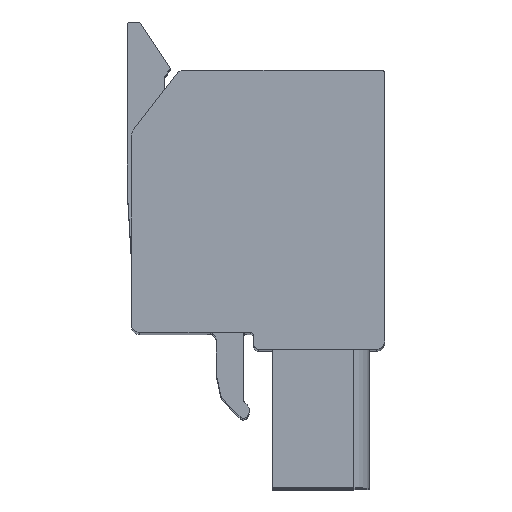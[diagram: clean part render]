
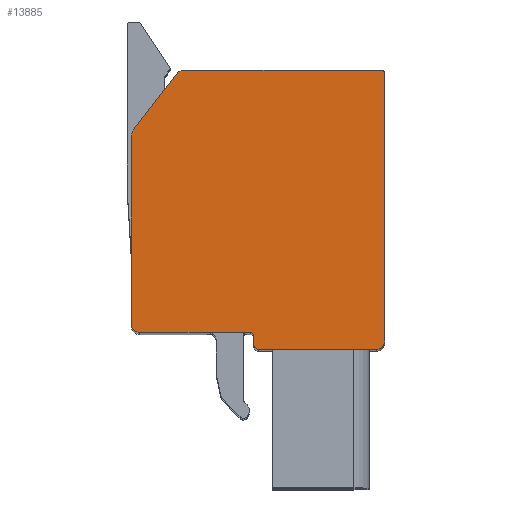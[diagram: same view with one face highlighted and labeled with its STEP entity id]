
A CAD part, top view. The second image highlights one B-rep face of the part: STEP entity #13885.
In plain terms, the highlighted planar face has unit normal (0, 0, 1).
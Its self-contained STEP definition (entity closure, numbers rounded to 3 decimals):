
#403=DIRECTION('',(1.,0.,0.));
#404=VECTOR('',#403,7.05);
#405=CARTESIAN_POINT('',(9.402,11.784,2.94));
#406=LINE('',#405,#404);
#1729=CARTESIAN_POINT('',(9.402,12.084,2.94));
#1730=DIRECTION('',(0.,0.,1.));
#1731=DIRECTION('',(-1.,0.,0.));
#1732=AXIS2_PLACEMENT_3D('',#1729,#1730,#1731);
#1734=DIRECTION('',(0.,-1.,0.));
#1735=VECTOR('',#1734,0.5);
#1736=CARTESIAN_POINT('',(9.102,12.584,2.94));
#1737=LINE('',#1736,#1735);
#1738=CARTESIAN_POINT('',(8.902,12.584,2.94));
#1739=DIRECTION('',(0.,0.,-1.));
#1740=DIRECTION('',(0.,1.,0.));
#1741=AXIS2_PLACEMENT_3D('',#1738,#1739,#1740);
#1743=DIRECTION('',(1.,0.,0.));
#1744=VECTOR('',#1743,6.61);
#1745=CARTESIAN_POINT('',(2.292,12.784,2.94));
#1746=LINE('',#1745,#1744);
#1747=CARTESIAN_POINT('',(2.292,13.284,2.94));
#1748=DIRECTION('',(0.,0.,1.));
#1749=DIRECTION('',(-1.,0.,0.));
#1750=AXIS2_PLACEMENT_3D('',#1747,#1748,#1749);
#1752=DIRECTION('',(0.,-1.,0.));
#1753=VECTOR('',#1752,11.132);
#1754=CARTESIAN_POINT('',(1.792,24.416,2.94));
#1755=LINE('',#1754,#1753);
#1756=CARTESIAN_POINT('',(2.792,24.416,2.94));
#1757=DIRECTION('',(0.,0.,1.));
#1758=DIRECTION('',(-0.789,0.614,0.));
#1759=AXIS2_PLACEMENT_3D('',#1756,#1757,#1758);
#1761=DIRECTION('',(-0.614,-0.789,0.));
#1762=VECTOR('',#1761,4.1);
#1763=CARTESIAN_POINT('',(4.52,28.266,2.94));
#1764=LINE('',#1763,#1762);
#1765=CARTESIAN_POINT('',(4.915,27.959,2.94));
#1766=DIRECTION('',(0.,0.,1.));
#1767=DIRECTION('',(0.,1.,0.));
#1768=AXIS2_PLACEMENT_3D('',#1765,#1766,#1767);
#1770=DIRECTION('',(-1.,0.,0.));
#1771=VECTOR('',#1770,11.838);
#1772=CARTESIAN_POINT('',(16.752,28.459,2.94));
#1773=LINE('',#1772,#1771);
#1774=CARTESIAN_POINT('',(16.752,28.259,2.94));
#1775=DIRECTION('',(0.,0.,1.));
#1776=DIRECTION('',(1.,0.,0.));
#1777=AXIS2_PLACEMENT_3D('',#1774,#1775,#1776);
#1779=DIRECTION('',(0.,1.,0.));
#1780=VECTOR('',#1779,15.975);
#1781=CARTESIAN_POINT('',(16.952,12.284,2.94));
#1782=LINE('',#1781,#1780);
#1783=CARTESIAN_POINT('',(16.452,12.284,2.94));
#1784=DIRECTION('',(0.,0.,1.));
#1785=DIRECTION('',(0.,-1.,0.));
#1786=AXIS2_PLACEMENT_3D('',#1783,#1784,#1785);
#8843=CARTESIAN_POINT('',(2.003,25.03,2.94));
#8844=CARTESIAN_POINT('',(1.792,24.416,2.94));
#8845=VERTEX_POINT('',#8843);
#8846=VERTEX_POINT('',#8844);
#8847=CARTESIAN_POINT('',(1.792,13.284,2.94));
#8848=VERTEX_POINT('',#8847);
#8849=CARTESIAN_POINT('',(2.292,12.784,2.94));
#8850=VERTEX_POINT('',#8849);
#8851=CARTESIAN_POINT('',(8.902,12.784,2.94));
#8852=VERTEX_POINT('',#8851);
#8853=CARTESIAN_POINT('',(9.102,12.584,2.94));
#8854=VERTEX_POINT('',#8853);
#8855=CARTESIAN_POINT('',(9.102,12.084,2.94));
#8856=VERTEX_POINT('',#8855);
#8857=CARTESIAN_POINT('',(9.402,11.784,2.94));
#8858=VERTEX_POINT('',#8857);
#8859=CARTESIAN_POINT('',(16.452,11.784,2.94));
#8860=CARTESIAN_POINT('',(16.952,12.284,2.94));
#8861=VERTEX_POINT('',#8859);
#8862=VERTEX_POINT('',#8860);
#8863=CARTESIAN_POINT('',(16.952,28.259,2.94));
#8864=VERTEX_POINT('',#8863);
#8865=CARTESIAN_POINT('',(16.752,28.459,2.94));
#8866=VERTEX_POINT('',#8865);
#8867=CARTESIAN_POINT('',(4.915,28.459,2.94));
#8868=VERTEX_POINT('',#8867);
#8869=CARTESIAN_POINT('',(4.52,28.266,2.94));
#8870=VERTEX_POINT('',#8869);
#13851=CARTESIAN_POINT('',(0.,0.,2.94));
#13852=DIRECTION('',(0.,0.,1.));
#13853=DIRECTION('',(1.,0.,0.));
#13854=AXIS2_PLACEMENT_3D('',#13851,#13852,#13853);
#13855=PLANE('',#13854);
#13856=ORIENTED_EDGE('',*,*,#11394,.F.);
#13858=ORIENTED_EDGE('',*,*,#13857,.F.);
#13860=ORIENTED_EDGE('',*,*,#13859,.F.);
#13862=ORIENTED_EDGE('',*,*,#13861,.F.);
#13864=ORIENTED_EDGE('',*,*,#13863,.F.);
#13866=ORIENTED_EDGE('',*,*,#13865,.F.);
#13868=ORIENTED_EDGE('',*,*,#13867,.F.);
#13870=ORIENTED_EDGE('',*,*,#13869,.F.);
#13872=ORIENTED_EDGE('',*,*,#13871,.F.);
#13874=ORIENTED_EDGE('',*,*,#13873,.F.);
#13876=ORIENTED_EDGE('',*,*,#13875,.F.);
#13878=ORIENTED_EDGE('',*,*,#13877,.F.);
#13880=ORIENTED_EDGE('',*,*,#13879,.F.);
#13882=ORIENTED_EDGE('',*,*,#13881,.F.);
#13883=EDGE_LOOP('',(#13856,#13858,#13860,#13862,#13864,#13866,#13868,#13870,
#13872,#13874,#13876,#13878,#13880,#13882));
#13884=FACE_OUTER_BOUND('',#13883,.F.);
#13885=ADVANCED_FACE('',(#13884),#13855,.T.);
#1733=CIRCLE('',#1732,0.3);
#1742=CIRCLE('',#1741,0.2);
#1751=CIRCLE('',#1750,0.5);
#1760=CIRCLE('',#1759,1.);
#1769=CIRCLE('',#1768,0.5);
#1778=CIRCLE('',#1777,0.2);
#1787=CIRCLE('',#1786,0.5);
#11394=EDGE_CURVE('',#8858,#8861,#406,.T.);
#13857=EDGE_CURVE('',#8856,#8858,#1733,.T.);
#13859=EDGE_CURVE('',#8854,#8856,#1737,.T.);
#13861=EDGE_CURVE('',#8852,#8854,#1742,.T.);
#13863=EDGE_CURVE('',#8850,#8852,#1746,.T.);
#13865=EDGE_CURVE('',#8848,#8850,#1751,.T.);
#13867=EDGE_CURVE('',#8846,#8848,#1755,.T.);
#13869=EDGE_CURVE('',#8845,#8846,#1760,.T.);
#13871=EDGE_CURVE('',#8870,#8845,#1764,.T.);
#13873=EDGE_CURVE('',#8868,#8870,#1769,.T.);
#13875=EDGE_CURVE('',#8866,#8868,#1773,.T.);
#13877=EDGE_CURVE('',#8864,#8866,#1778,.T.);
#13879=EDGE_CURVE('',#8862,#8864,#1782,.T.);
#13881=EDGE_CURVE('',#8861,#8862,#1787,.T.);
